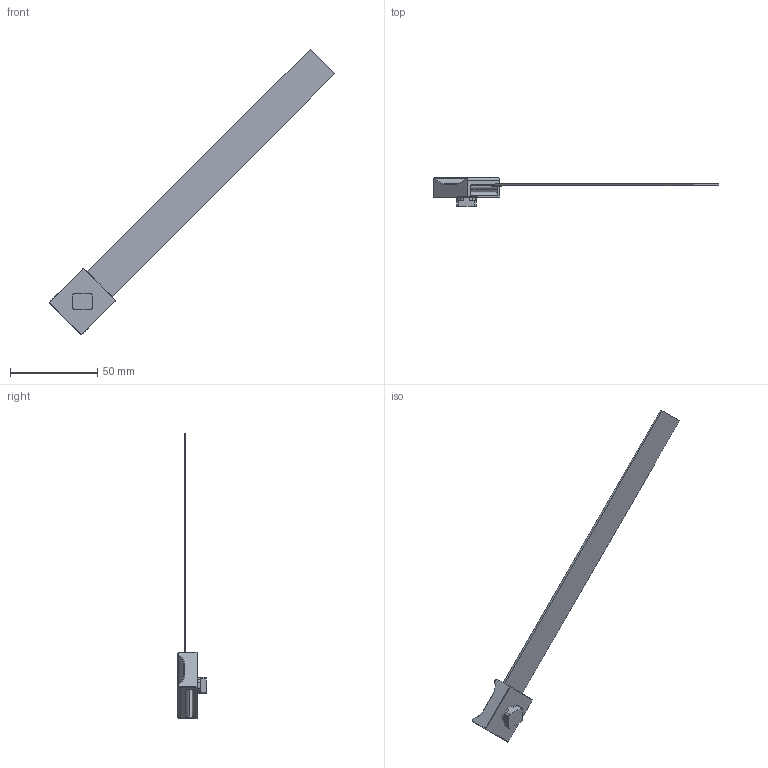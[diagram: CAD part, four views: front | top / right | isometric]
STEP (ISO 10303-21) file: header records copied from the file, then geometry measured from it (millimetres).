
FILE_DESCRIPTION (( 'STEP AP214' ), '1' );
FILE_NAME ('3011-254-180.STEP', '2020-10-29T10:28:50', ( '' ), ( '' ), 'SwSTEP 2.0', 'SolidWorks 2020', '' );
FILE_SCHEMA (( 'AUTOMOTIVE_DESIGN' ));
Length unit declared in the file: millimetre
Products named in the file (1): 3011-254-180
Bounding box: 163.26 x 16.44 x 163.26 mm (x, y, z)
Volume: 9495.5 mm3; surface area: 11724.5 mm2
Topology: 3 solids, 3 shells, 81 faces, 201 edges, 122 vertices
Faces by surface type: cylinder 33, plane 30, torus 10, bspline 4, cone 2, sphere 2
Entity records: 3420 total; most frequent: CARTESIAN_POINT 539, DIRECTION 423, ORIENTED_EDGE 394, EDGE_CURVE 197, AXIS2_PLACEMENT_3D 160, VERTEX_POINT 122, LINE 103, VECTOR 103
